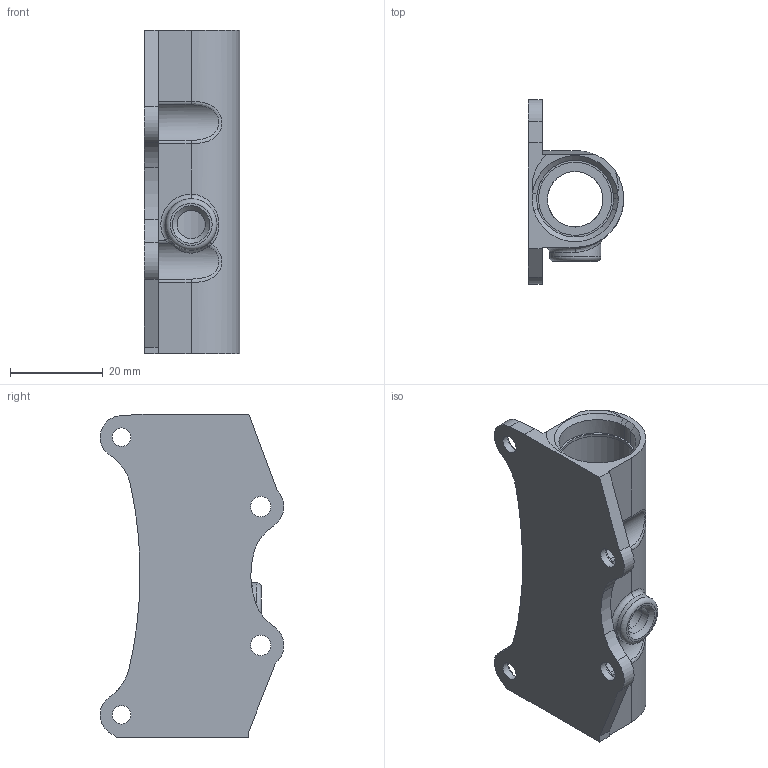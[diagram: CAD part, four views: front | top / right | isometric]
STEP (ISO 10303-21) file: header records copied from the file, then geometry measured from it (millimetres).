
FILE_DESCRIPTION(('FreeCAD Model'),'2;1');
FILE_NAME('x_bearing_holder_V3.6.step','2017-11-29T10:49:18',('Author'),('') ,'Open CASCADE STEP processor 6.9','FreeCAD','Unknown');
FILE_SCHEMA(('AUTOMOTIVE_DESIGN { 1 0 10303 214 1 1 1 1 }'));
Length unit declared in the file: millimetre
Products named in the file (1): Chamfer006
Bounding box: 20.59 x 39.72 x 70 mm (x, y, z)
Volume: 12955 mm3; surface area: 11054 mm2
Topology: 1 solids, 1 shells, 90 faces, 241 edges, 156 vertices
Faces by surface type: plane 38, cylinder 33, bspline 14, cone 3, torus 2
Full cylindrical faces by diameter (mm): 4 x2, 4.4 x2, 6.096 x1, 7.5 x4, 11.096 x1, 12 x1, 15.8 x1, 16.6 x1
Entity records: 12446 total; most frequent: CARTESIAN_POINT 7853, DIRECTION 799, ORIENTED_EDGE 482, PCURVE 482, DEFINITIONAL_REPRESENTATION 482, LINE 376, VECTOR 376, EDGE_CURVE 241
